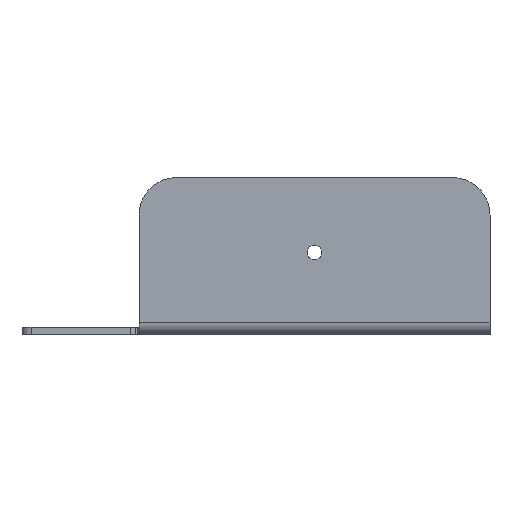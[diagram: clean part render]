
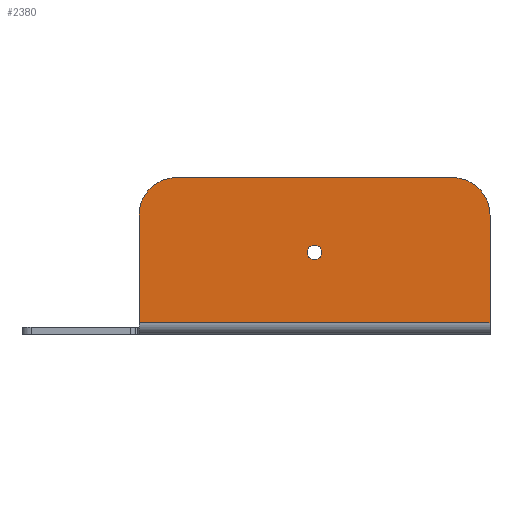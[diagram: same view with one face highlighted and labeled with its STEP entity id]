
A CAD part, front view. The second image highlights one B-rep face of the part: STEP entity #2380.
In plain terms, the highlighted planar face has unit normal (0, -1, 0).
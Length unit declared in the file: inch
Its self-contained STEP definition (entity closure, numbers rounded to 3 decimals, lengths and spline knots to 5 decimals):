
#45 = ORIENTED_EDGE ( 'NONE', *, *, #528, .T. ) ;
#146 = FACE_OUTER_BOUND ( 'NONE', #238, .T. ) ;
#153 = DIRECTION ( 'NONE',  ( 0., 1., 0. ) ) ;
#172 = CARTESIAN_POINT ( 'NONE',  ( 7.8125, 0., 1.933 ) ) ;
#238 = EDGE_LOOP ( 'NONE', ( #1439, #436, #2494, #45, #1730, #1645 ) ) ;
#345 = ORIENTED_EDGE ( 'NONE', *, *, #362, .T. ) ;
#362 = EDGE_CURVE ( 'NONE', #553, #411, #2120, .T. ) ;
#411 = VERTEX_POINT ( 'NONE', #172 ) ;
#436 = ORIENTED_EDGE ( 'NONE', *, *, #2117, .T. ) ;
#446 = VERTEX_POINT ( 'NONE', #979 ) ;
#450 = CARTESIAN_POINT ( 'NONE',  ( 4.125, 0., 3.125 ) ) ;
#502 = AXIS2_PLACEMENT_3D ( 'NONE', #1737, #536, #1955 ) ;
#528 = EDGE_CURVE ( 'NONE', #2042, #446, #733, .T. ) ;
#536 = DIRECTION ( 'NONE',  ( 0., 1., 0. ) ) ;
#553 = VERTEX_POINT ( 'NONE', #1654 ) ;
#640 = VECTOR ( 'NONE', #2372, 39.37008 ) ;
#656 = DIRECTION ( 'NONE',  ( 0., 0., 1. ) ) ;
#679 = FACE_BOUND ( 'NONE', #806, .T. ) ;
#733 = CIRCLE ( 'NONE', #1778, 1. ) ;
#785 = CARTESIAN_POINT ( 'NONE',  ( 3.125, 0., 0.25 ) ) ;
#800 = AXIS2_PLACEMENT_3D ( 'NONE', #1067, #2496, #1267 ) ;
#806 = EDGE_LOOP ( 'NONE', ( #345, #1092 ) ) ;
#836 = CIRCLE ( 'NONE', #800, 1. ) ;
#852 = VERTEX_POINT ( 'NONE', #956 ) ;
#946 = CARTESIAN_POINT ( 'NONE',  ( 3.125, 0., 4.125 ) ) ;
#956 = CARTESIAN_POINT ( 'NONE',  ( 11.5, 0., 4.125 ) ) ;
#979 = CARTESIAN_POINT ( 'NONE',  ( 3.125, 0., 3.125 ) ) ;
#1001 = DIRECTION ( 'NONE',  ( 0., 0., 1. ) ) ;
#1033 = CARTESIAN_POINT ( 'NONE',  ( 3.125, 0., 4.125 ) ) ;
#1067 = CARTESIAN_POINT ( 'NONE',  ( 11.5, 0., 3.125 ) ) ;
#1092 = ORIENTED_EDGE ( 'NONE', *, *, #1203, .T. ) ;
#1115 = VECTOR ( 'NONE', #1765, 39.37008 ) ;
#1176 = LINE ( 'NONE', #2569, #640 ) ;
#1199 = CARTESIAN_POINT ( 'NONE',  ( 7.8125, 0., 2.125 ) ) ;
#1203 = EDGE_CURVE ( 'NONE', #411, #553, #2385, .T. ) ;
#1221 = EDGE_CURVE ( 'NONE', #1616, #2362, #1771, .T. ) ;
#1231 = LINE ( 'NONE', #1567, #1115 ) ;
#1248 = EDGE_CURVE ( 'NONE', #852, #2042, #1176, .T. ) ;
#1267 = DIRECTION ( 'NONE',  ( 0., 0., 1. ) ) ;
#1310 = EDGE_CURVE ( 'NONE', #1616, #2492, #1231, .T. ) ;
#1341 = DIRECTION ( 'NONE',  ( 0., 0., 1. ) ) ;
#1389 = EDGE_CURVE ( 'NONE', #446, #2492, #1736, .T. ) ;
#1415 = AXIS2_PLACEMENT_3D ( 'NONE', #946, #153, #1548 ) ;
#1439 = ORIENTED_EDGE ( 'NONE', *, *, #1221, .T. ) ;
#1536 = CARTESIAN_POINT ( 'NONE',  ( 12.5, 0., 0.25 ) ) ;
#1548 = DIRECTION ( 'NONE',  ( 0., 0., 1. ) ) ;
#1567 = CARTESIAN_POINT ( 'NONE',  ( 3.125, 0., 0.25 ) ) ;
#1616 = VERTEX_POINT ( 'NONE', #1536 ) ;
#1645 = ORIENTED_EDGE ( 'NONE', *, *, #1310, .F. ) ;
#1654 = CARTESIAN_POINT ( 'NONE',  ( 7.8125, 0., 2.317 ) ) ;
#1730 = ORIENTED_EDGE ( 'NONE', *, *, #1389, .T. ) ;
#1736 = LINE ( 'NONE', #1033, #1799 ) ;
#1737 = CARTESIAN_POINT ( 'NONE',  ( 7.8125, 0., 2.125 ) ) ;
#1740 = PLANE ( 'NONE',  #1415 ) ;
#1765 = DIRECTION ( 'NONE',  ( -1., 0., 0. ) ) ;
#1771 = LINE ( 'NONE', #2354, #2253 ) ;
#1778 = AXIS2_PLACEMENT_3D ( 'NONE', #450, #1853, #656 ) ;
#1799 = VECTOR ( 'NONE', #2454, 39.37008 ) ;
#1850 = CARTESIAN_POINT ( 'NONE',  ( 4.125, 0., 4.125 ) ) ;
#1853 = DIRECTION ( 'NONE',  ( 0., -1., 0. ) ) ;
#1946 = CARTESIAN_POINT ( 'NONE',  ( 12.5, 0., 3.125 ) ) ;
#1955 = DIRECTION ( 'NONE',  ( 0., 0., 1. ) ) ;
#2042 = VERTEX_POINT ( 'NONE', #1850 ) ;
#2117 = EDGE_CURVE ( 'NONE', #2362, #852, #836, .T. ) ;
#2120 = CIRCLE ( 'NONE', #2239, 0.192 ) ;
#2239 = AXIS2_PLACEMENT_3D ( 'NONE', #1199, #2422, #1001 ) ;
#2253 = VECTOR ( 'NONE', #1341, 39.37008 ) ;
#2354 = CARTESIAN_POINT ( 'NONE',  ( 12.5, 0., 4.125 ) ) ;
#2362 = VERTEX_POINT ( 'NONE', #1946 ) ;
#2372 = DIRECTION ( 'NONE',  ( -1., 0., 0. ) ) ;
#2380 = ADVANCED_FACE ( 'NONE', ( #679, #146 ), #1740, .F. ) ;
#2385 = CIRCLE ( 'NONE', #502, 0.192 ) ;
#2422 = DIRECTION ( 'NONE',  ( 0., 1., 0. ) ) ;
#2454 = DIRECTION ( 'NONE',  ( 0., 0., -1. ) ) ;
#2492 = VERTEX_POINT ( 'NONE', #785 ) ;
#2494 = ORIENTED_EDGE ( 'NONE', *, *, #1248, .T. ) ;
#2496 = DIRECTION ( 'NONE',  ( 0., -1., 0. ) ) ;
#2569 = CARTESIAN_POINT ( 'NONE',  ( 3.125, 0., 4.125 ) ) ;
